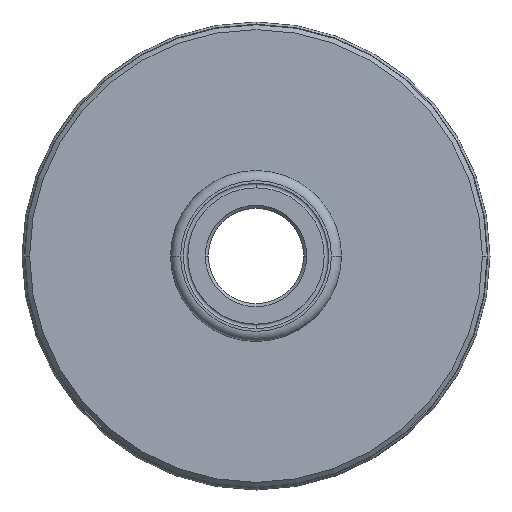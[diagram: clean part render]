
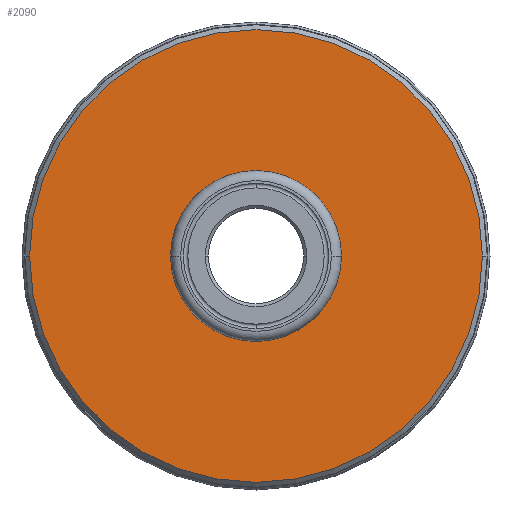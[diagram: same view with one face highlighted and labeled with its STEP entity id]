
A CAD part, left-side view. The second image highlights one B-rep face of the part: STEP entity #2090.
In plain terms, the highlighted planar face has unit normal (-1, 0, 0).
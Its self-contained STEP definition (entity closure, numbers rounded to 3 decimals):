
#1028=CARTESIAN_POINT('',(-20.51,0.,
0.));
#1029=DIRECTION('',(-1.,0.,0.));
#1030=DIRECTION('',(0.,-1.,0.));
#1031=AXIS2_PLACEMENT_3D('',#1028,#1029,#1030);
#1033=CARTESIAN_POINT('',(-20.51,0.,
0.));
#1034=DIRECTION('',(-1.,0.,0.));
#1035=DIRECTION('',(0.,1.,0.));
#1036=AXIS2_PLACEMENT_3D('',#1033,#1034,#1035);
#1038=CARTESIAN_POINT('',(-20.51,0.,0.));
#1039=DIRECTION('',(1.,0.,0.));
#1040=DIRECTION('',(0.,1.,0.));
#1041=AXIS2_PLACEMENT_3D('',#1038,#1039,#1040);
#1043=CARTESIAN_POINT('',(-20.51,0.,0.));
#1044=DIRECTION('',(1.,0.,0.));
#1045=DIRECTION('',(0.,-1.,0.));
#1046=AXIS2_PLACEMENT_3D('',#1043,#1044,#1045);
#1130=CARTESIAN_POINT('',(-20.51,-35.713,
0.));
#1131=CARTESIAN_POINT('',(-20.51,35.713,0.));
#1132=VERTEX_POINT('',#1130);
#1133=VERTEX_POINT('',#1131);
#1218=CARTESIAN_POINT('',(-20.51,13.485,0.));
#1219=CARTESIAN_POINT('',(-20.51,-13.485,0.));
#1220=VERTEX_POINT('',#1218);
#1221=VERTEX_POINT('',#1219);
#2074=CARTESIAN_POINT('',(-20.51,0.,0.));
#2075=DIRECTION('',(-1.,0.,0.));
#2076=DIRECTION('',(0.,1.,0.));
#2077=AXIS2_PLACEMENT_3D('',#2074,#2075,#2076);
#2078=PLANE('',#2077);
#2080=ORIENTED_EDGE('',*,*,#2079,.F.);
#2081=ORIENTED_EDGE('',*,*,#2064,.F.);
#2082=EDGE_LOOP('',(#2080,#2081));
#2083=FACE_OUTER_BOUND('',#2082,.F.);
#2085=ORIENTED_EDGE('',*,*,#2084,.F.);
#2087=ORIENTED_EDGE('',*,*,#2086,.F.);
#2088=EDGE_LOOP('',(#2085,#2087));
#2089=FACE_BOUND('',#2088,.F.);
#1032=CIRCLE('',#1031,35.713);
#1037=CIRCLE('',#1036,35.713);
#1042=CIRCLE('',#1041,13.485);
#1047=CIRCLE('',#1046,13.485);
#2064=EDGE_CURVE('',#1133,#1132,#1037,.T.);
#2079=EDGE_CURVE('',#1132,#1133,#1032,.T.);
#2084=EDGE_CURVE('',#1220,#1221,#1042,.T.);
#2086=EDGE_CURVE('',#1221,#1220,#1047,.T.);
#2090=ADVANCED_FACE('',(#2083,#2089),#2078,.T.);
